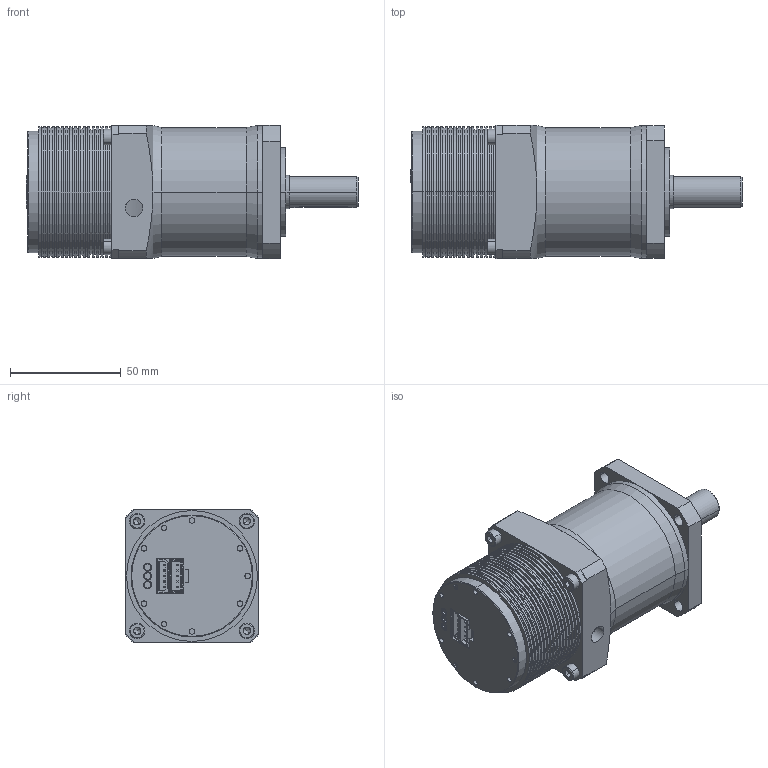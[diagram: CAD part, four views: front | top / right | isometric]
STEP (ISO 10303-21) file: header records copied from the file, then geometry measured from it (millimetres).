
FILE_DESCRIPTION (( 'STEP AP214' ), '1' );
FILE_NAME ('BB59PB60E(2ST).STEP', '2023-07-26T01:08:38', ( '821079794744' ), ( '' ), 'SwSTEP 2.0', 'SolidWorks 2018', '' );
FILE_SCHEMA (( 'AUTOMOTIVE_DESIGN' ));
Length unit declared in the file: millimetre
Products named in the file (1): BB59PB60E(2ST)
Bounding box: 149.8 x 60.08 x 60.08 mm (x, y, z)
Volume: 334210.6 mm3; surface area: 57906 mm2
Topology: 7 solids, 28 shells, 975 faces, 2504 edges, 1554 vertices
Faces by surface type: plane 411, cylinder 300, cone 114, torus 68, sphere 64, bspline 18
Entity records: 40852 total; most frequent: CARTESIAN_POINT 7272, DIRECTION 4931, ORIENTED_EDGE 4752, EDGE_CURVE 2376, AXIS2_PLACEMENT_3D 1975, VERTEX_POINT 1522, EDGE_LOOP 1102, CIRCLE 1017
